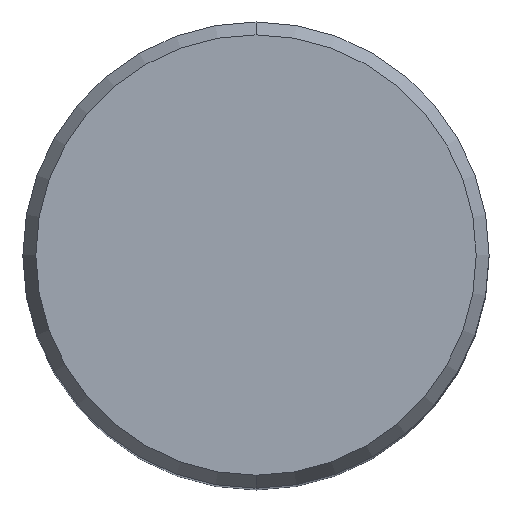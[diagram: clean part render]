
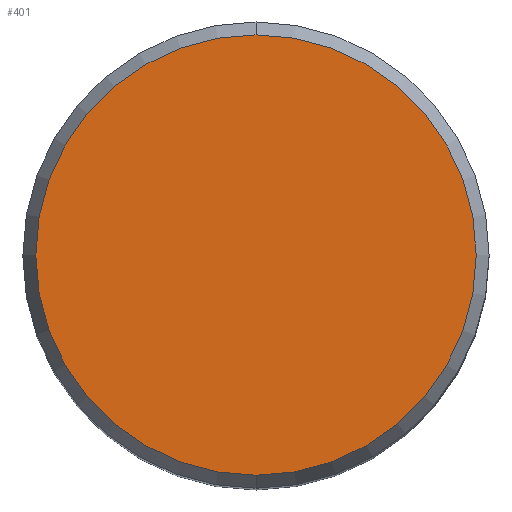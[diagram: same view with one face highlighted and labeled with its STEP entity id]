
A CAD part, top view. The second image highlights one B-rep face of the part: STEP entity #401.
In plain terms, the highlighted planar face has unit normal (0, 0, 1).
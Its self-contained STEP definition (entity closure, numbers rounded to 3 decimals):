
#199=VERTEX_POINT('',#491);
#331=VERTEX_POINT('',#641);
#371=EDGE_CURVE('',#199,#331,#684,.T.);
#401=ADVANCED_FACE('',(#717),#718,.T.);
#411=EDGE_CURVE('',#331,#199,#729,.T.);
#491=CARTESIAN_POINT('',(0.,-11.807,0.0));
#641=CARTESIAN_POINT('',(0.0,11.807,0.0));
#684=CIRCLE('',#1285,11.807);
#717=FACE_OUTER_BOUND('',#1362,.T.);
#718=PLANE('',#1363);
#729=CIRCLE('',#1375,11.807);
#1285=AXIS2_PLACEMENT_3D('',#1814,#1815,#1816);
#1362=EDGE_LOOP('',(#1850,#1851));
#1363=AXIS2_PLACEMENT_3D('',#1852,#1853,#1854);
#1375=AXIS2_PLACEMENT_3D('',#1864,#1865,#1866);
#1814=CARTESIAN_POINT('',(0.0,0.0,0.0));
#1815=DIRECTION('',(0.0,0.0,-1.0));
#1816=DIRECTION('',(0.0,1.0,0.0));
#1850=ORIENTED_EDGE('',*,*,#411,.F.);
#1851=ORIENTED_EDGE('',*,*,#371,.F.);
#1852=CARTESIAN_POINT('',(0.0,5.904,0.0));
#1853=DIRECTION('',(-0.0,0.0,1.0));
#1854=DIRECTION('',(0.0,-1.0,0.0));
#1864=CARTESIAN_POINT('',(0.0,0.0,0.0));
#1865=DIRECTION('',(0.0,0.0,-1.0));
#1866=DIRECTION('',(0.0,1.0,0.0));
